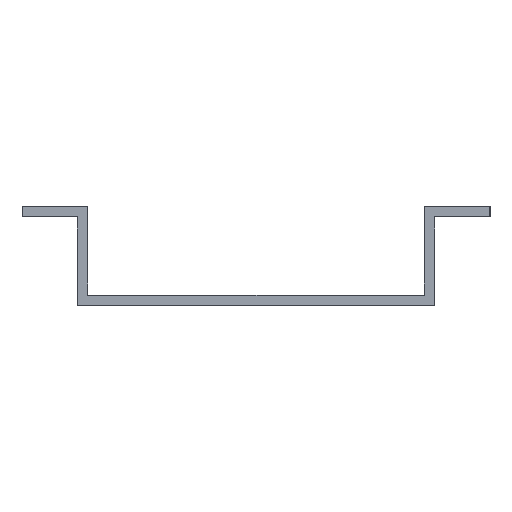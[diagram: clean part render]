
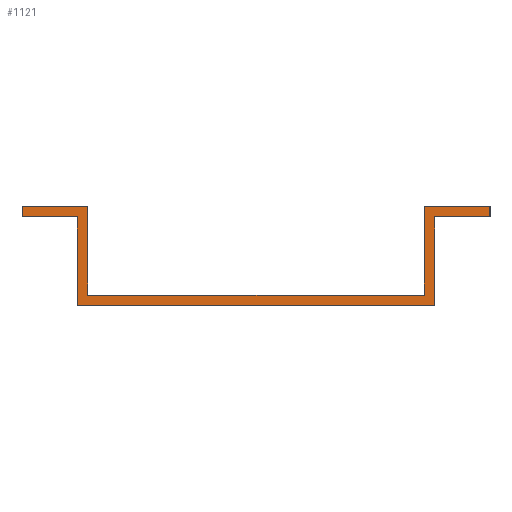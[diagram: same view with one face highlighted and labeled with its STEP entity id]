
A CAD part, left-side view. The second image highlights one B-rep face of the part: STEP entity #1121.
In plain terms, the highlighted planar face has unit normal (-1, 0, 0).
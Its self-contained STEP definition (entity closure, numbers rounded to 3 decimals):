
#15 = CARTESIAN_POINT ( 'NONE',  ( -125., -17.65, 6.7 ) ) ;
#42 = CARTESIAN_POINT ( 'NONE',  ( -125., -12.7, 6.7 ) ) ;
#52 = EDGE_CURVE ( 'NONE', #667, #1083, #531, .T. ) ;
#54 = ORIENTED_EDGE ( 'NONE', *, *, #271, .F. ) ;
#76 = ORIENTED_EDGE ( 'NONE', *, *, #690, .F. ) ;
#102 = CARTESIAN_POINT ( 'NONE',  ( -125., 17.65, 6.7 ) ) ;
#107 = DIRECTION ( 'NONE',  ( 0., 0., 1. ) ) ;
#114 = VECTOR ( 'NONE', #730, 1000. ) ;
#118 = EDGE_CURVE ( 'NONE', #1083, #585, #1386, .T. ) ;
#119 = VECTOR ( 'NONE', #1064, 1000. ) ;
#124 = VERTEX_POINT ( 'NONE', #987 ) ;
#159 = AXIS2_PLACEMENT_3D ( 'NONE', #999, #1103, #297 ) ;
#167 = LINE ( 'NONE', #273, #213 ) ;
#183 = ORIENTED_EDGE ( 'NONE', *, *, #652, .F. ) ;
#196 = EDGE_CURVE ( 'NONE', #670, #667, #1021, .T. ) ;
#201 = CARTESIAN_POINT ( 'NONE',  ( -125., -13.5, 5.9 ) ) ;
#208 = CARTESIAN_POINT ( 'NONE',  ( -125., 12.7, 6.7 ) ) ;
#213 = VECTOR ( 'NONE', #279, 1000. ) ;
#218 = DIRECTION ( 'NONE',  ( 0., -1., 0. ) ) ;
#233 = EDGE_CURVE ( 'NONE', #1466, #670, #239, .T. ) ;
#238 = VECTOR ( 'NONE', #810, 1000. ) ;
#239 = LINE ( 'NONE', #1327, #1521 ) ;
#243 = VERTEX_POINT ( 'NONE', #957 ) ;
#262 = VERTEX_POINT ( 'NONE', #944 ) ;
#271 = EDGE_CURVE ( 'NONE', #414, #262, #1321, .T. ) ;
#273 = CARTESIAN_POINT ( 'NONE',  ( -125., 13.5, -0.8 ) ) ;
#279 = DIRECTION ( 'NONE',  ( 0., 0., 1. ) ) ;
#284 = FACE_OUTER_BOUND ( 'NONE', #876, .T. ) ;
#287 = VECTOR ( 'NONE', #1247, 1000. ) ;
#293 = VERTEX_POINT ( 'NONE', #921 ) ;
#297 = DIRECTION ( 'NONE',  ( 0., 0., 1. ) ) ;
#318 = ORIENTED_EDGE ( 'NONE', *, *, #196, .F. ) ;
#414 = VERTEX_POINT ( 'NONE', #489 ) ;
#426 = LINE ( 'NONE', #1415, #114 ) ;
#429 = VECTOR ( 'NONE', #218, 1000. ) ;
#432 = VECTOR ( 'NONE', #995, 1000. ) ;
#433 = VERTEX_POINT ( 'NONE', #479 ) ;
#479 = CARTESIAN_POINT ( 'NONE',  ( -125., 13.5, -0.8 ) ) ;
#489 = CARTESIAN_POINT ( 'NONE',  ( -125., 12.7, 6.7 ) ) ;
#521 = EDGE_CURVE ( 'NONE', #433, #124, #167, .T. ) ;
#531 = LINE ( 'NONE', #1086, #119 ) ;
#538 = DIRECTION ( 'NONE',  ( 0., 0., -1. ) ) ;
#553 = VECTOR ( 'NONE', #538, 1000. ) ;
#569 = ORIENTED_EDGE ( 'NONE', *, *, #763, .F. ) ;
#574 = DIRECTION ( 'NONE',  ( 0., -1., 0. ) ) ;
#582 = CARTESIAN_POINT ( 'NONE',  ( -125., -12.7, 0. ) ) ;
#585 = VERTEX_POINT ( 'NONE', #201 ) ;
#587 = ORIENTED_EDGE ( 'NONE', *, *, #521, .F. ) ;
#614 = EDGE_CURVE ( 'NONE', #243, #414, #1126, .T. ) ;
#652 = EDGE_CURVE ( 'NONE', #703, #243, #1351, .T. ) ;
#656 = VECTOR ( 'NONE', #928, 1000. ) ;
#667 = VERTEX_POINT ( 'NONE', #15 ) ;
#670 = VERTEX_POINT ( 'NONE', #42 ) ;
#688 = ORIENTED_EDGE ( 'NONE', *, *, #777, .F. ) ;
#690 = EDGE_CURVE ( 'NONE', #124, #703, #1547, .T. ) ;
#703 = VERTEX_POINT ( 'NONE', #824 ) ;
#715 = CARTESIAN_POINT ( 'NONE',  ( -125., -13.5, -0.8 ) ) ;
#730 = DIRECTION ( 'NONE',  ( 0., 1., 0. ) ) ;
#763 = EDGE_CURVE ( 'NONE', #585, #293, #918, .T. ) ;
#777 = EDGE_CURVE ( 'NONE', #262, #1466, #1223, .T. ) ;
#792 = VECTOR ( 'NONE', #107, 1000. ) ;
#800 = CARTESIAN_POINT ( 'NONE',  ( -125., 13.5, 5.9 ) ) ;
#810 = DIRECTION ( 'NONE',  ( 0., 1., 0. ) ) ;
#824 = CARTESIAN_POINT ( 'NONE',  ( -125., 17.65, 5.9 ) ) ;
#876 = EDGE_LOOP ( 'NONE', ( #1009, #688, #54, #1325, #183, #76, #587, #1509, #569, #1406, #1227, #318 ) ) ;
#885 = PLANE ( 'NONE',  #159 ) ;
#918 = LINE ( 'NONE', #715, #553 ) ;
#921 = CARTESIAN_POINT ( 'NONE',  ( -125., -13.5, -0.8 ) ) ;
#923 = CARTESIAN_POINT ( 'NONE',  ( -125., 12.7, 0. ) ) ;
#928 = DIRECTION ( 'NONE',  ( 0., 0., -1. ) ) ;
#944 = CARTESIAN_POINT ( 'NONE',  ( -125., 12.7, 0. ) ) ;
#957 = CARTESIAN_POINT ( 'NONE',  ( -125., 17.65, 6.7 ) ) ;
#969 = DIRECTION ( 'NONE',  ( 0., 0., 1. ) ) ;
#987 = CARTESIAN_POINT ( 'NONE',  ( -125., 13.5, 5.9 ) ) ;
#995 = DIRECTION ( 'NONE',  ( 0., 1., 0. ) ) ;
#999 = CARTESIAN_POINT ( 'NONE',  ( -125., 0., 0. ) ) ;
#1000 = CARTESIAN_POINT ( 'NONE',  ( -125., -13.5, 5.9 ) ) ;
#1009 = ORIENTED_EDGE ( 'NONE', *, *, #233, .F. ) ;
#1021 = LINE ( 'NONE', #1216, #287 ) ;
#1030 = EDGE_CURVE ( 'NONE', #293, #433, #426, .T. ) ;
#1064 = DIRECTION ( 'NONE',  ( 0., 0., -1. ) ) ;
#1083 = VERTEX_POINT ( 'NONE', #1320 ) ;
#1086 = CARTESIAN_POINT ( 'NONE',  ( -125., -17.65, 6.7 ) ) ;
#1103 = DIRECTION ( 'NONE',  ( -1., 0., 0. ) ) ;
#1121 = ADVANCED_FACE ( 'NONE', ( #284 ), #885, .T. ) ;
#1126 = LINE ( 'NONE', #208, #429 ) ;
#1216 = CARTESIAN_POINT ( 'NONE',  ( -125., -12.7, 6.7 ) ) ;
#1223 = LINE ( 'NONE', #582, #1462 ) ;
#1227 = ORIENTED_EDGE ( 'NONE', *, *, #52, .F. ) ;
#1247 = DIRECTION ( 'NONE',  ( 0., -1., 0. ) ) ;
#1320 = CARTESIAN_POINT ( 'NONE',  ( -125., -17.65, 5.9 ) ) ;
#1321 = LINE ( 'NONE', #923, #656 ) ;
#1325 = ORIENTED_EDGE ( 'NONE', *, *, #614, .F. ) ;
#1327 = CARTESIAN_POINT ( 'NONE',  ( -125., -12.7, 0. ) ) ;
#1351 = LINE ( 'NONE', #102, #792 ) ;
#1386 = LINE ( 'NONE', #1000, #432 ) ;
#1392 = CARTESIAN_POINT ( 'NONE',  ( -125., -12.7, 0. ) ) ;
#1406 = ORIENTED_EDGE ( 'NONE', *, *, #118, .F. ) ;
#1415 = CARTESIAN_POINT ( 'NONE',  ( -125., -13.5, -0.8 ) ) ;
#1462 = VECTOR ( 'NONE', #574, 1000. ) ;
#1466 = VERTEX_POINT ( 'NONE', #1392 ) ;
#1509 = ORIENTED_EDGE ( 'NONE', *, *, #1030, .F. ) ;
#1521 = VECTOR ( 'NONE', #969, 1000. ) ;
#1547 = LINE ( 'NONE', #800, #238 ) ;
